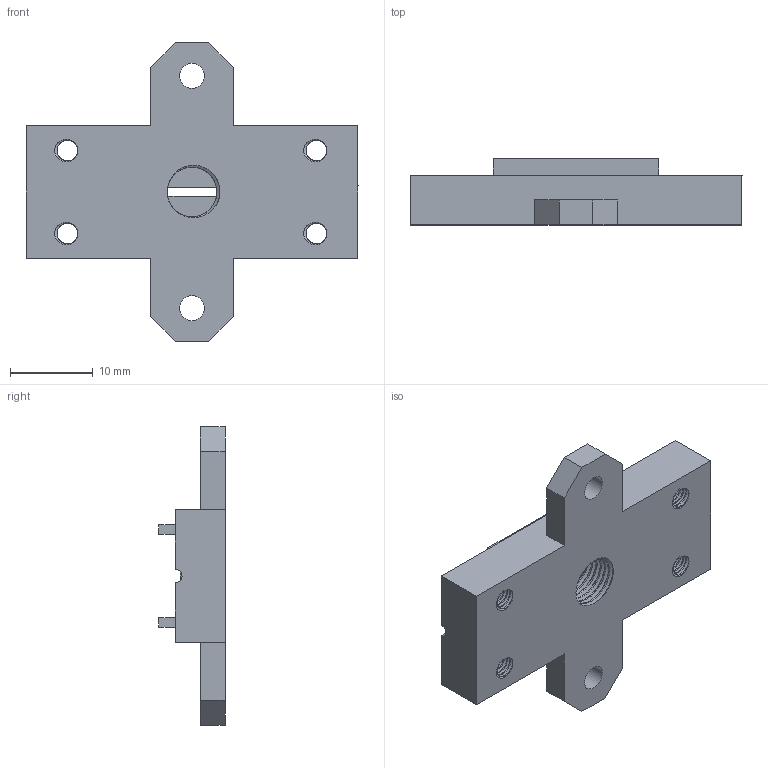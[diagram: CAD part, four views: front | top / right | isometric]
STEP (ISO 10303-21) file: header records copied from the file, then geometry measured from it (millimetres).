
FILE_DESCRIPTION(/* description */ (''),/* implementation_level */ '2;1');
FILE_NAME(/* name */ 'UV_Vis_PFA_bottom.step',/* time_stamp */ '2025-03-28T00:17:37+01:00',/* author */ (''),/* organization */ (''),/* preprocessor_version */ 'ST-DEVELOPER v20.1',/* originating_system */ 'Autodesk Translation Framework v14.4.0.0',/* authorisation */ '');
FILE_SCHEMA (('AUTOMOTIVE_DESIGN { 1 0 10303 214 3 1 1 }','MODEL_BASED_INTEGRATED_MANUFACTURING_SCHEMA'));
Length unit declared in the file: millimetre
Products named in the file (2): UV_Vis_PFA_1_16_cell_5; Bottom
Assembly tree (1 placements, depth 2):
  UV_Vis_PFA_1_16_cell_5
    Bottom
Bounding box: 40 x 8 x 36 mm (x, y, z)
Volume: 4083.8 mm3; surface area: 3102.9 mm2
Topology: 1 solids, 1 shells, 169 faces, 491 edges, 326 vertices
Faces by surface type: cylinder 126, plane 33, bspline 10
Full cylindrical faces by diameter (mm): 2.529 x24, 3 x2, 3.086 x12, 6.004 x7, 6.731 x6
Entity records: 13299 total; most frequent: CARTESIAN_POINT 9283, ORIENTED_EDGE 982, DIRECTION 581, EDGE_CURVE 491, VERTEX_POINT 326, B_SPLINE_CURVE_WITH_KNOTS 265, LINE 195, VECTOR 195
